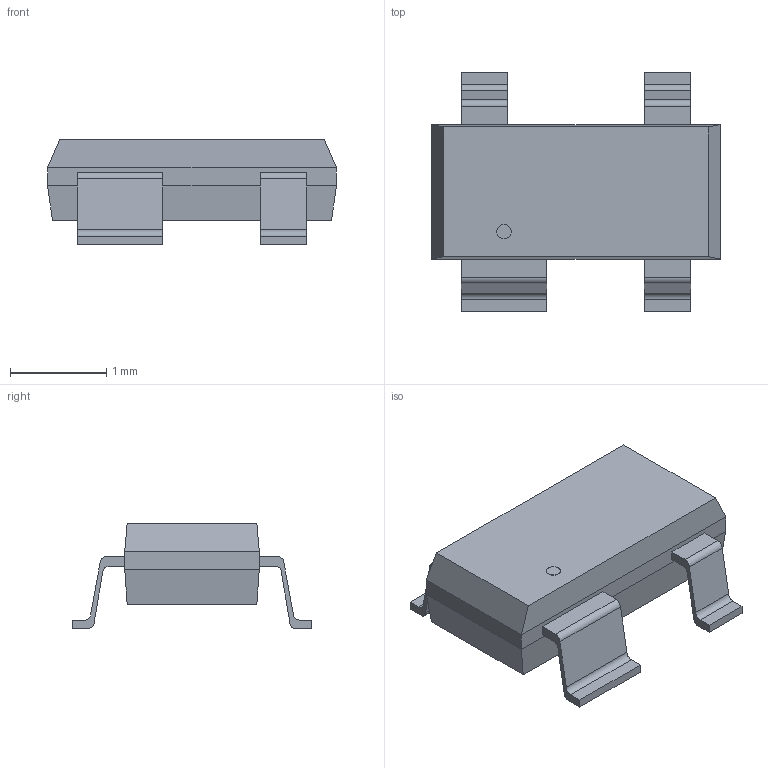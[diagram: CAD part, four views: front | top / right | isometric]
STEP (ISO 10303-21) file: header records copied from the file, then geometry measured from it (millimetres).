
FILE_DESCRIPTION(('STEP AP214'),'1');
FILE_NAME('SOT143B','2018-02-17T03:13:31',(''),(''),'','','');
FILE_SCHEMA(('AUTOMOTIVE_DESIGN'));
Length unit declared in the file: millimetre
Products named in the file (1): product
Bounding box: 3 x 2.49 x 1.09 mm (x, y, z)
Volume: 0.2 mm3; surface area: 20.9 mm2
Topology: 4 solids, 19 shells, 73 faces, 203 edges, 154 vertices
Faces by surface type: plane 56, cylinder 17
Full cylindrical faces by diameter (mm): 0.15 x1
Entity records: 2494 total; most frequent: CARTESIAN_POINT 435, DIRECTION 394, ORIENTED_EDGE 348, VERTEX_POINT 210, EDGE_CURVE 202, LINE 168, VECTOR 168, AXIS2_PLACEMENT_3D 113
